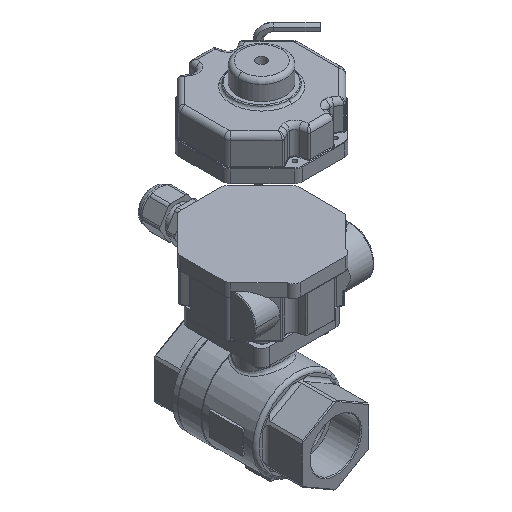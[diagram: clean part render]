
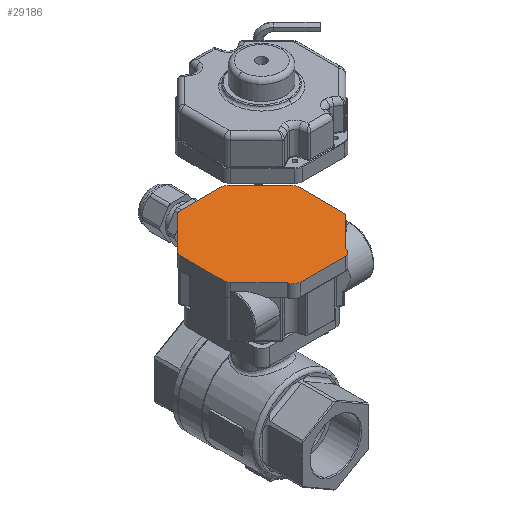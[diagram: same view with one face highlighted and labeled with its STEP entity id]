
A CAD part, isometric view. The second image highlights one B-rep face of the part: STEP entity #29186.
In plain terms, the highlighted face is planar.
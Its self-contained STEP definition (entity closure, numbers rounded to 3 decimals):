
#1070=PLANE('',#31694);
#2556=CIRCLE('',#31695,4.);
#2557=CIRCLE('',#31696,4.);
#2558=CIRCLE('',#31697,4.);
#2559=CIRCLE('',#31698,4.);
#2560=CIRCLE('',#31699,4.);
#2561=CIRCLE('',#31700,4.);
#2562=CIRCLE('',#31701,4.);
#2563=CIRCLE('',#31702,4.);
#7523=ORIENTED_EDGE('',*,*,#14062,.F.);
#7524=ORIENTED_EDGE('',*,*,#14063,.F.);
#7525=ORIENTED_EDGE('',*,*,#14064,.F.);
#7526=ORIENTED_EDGE('',*,*,#14065,.F.);
#7527=ORIENTED_EDGE('',*,*,#14066,.F.);
#7528=ORIENTED_EDGE('',*,*,#14067,.F.);
#7529=ORIENTED_EDGE('',*,*,#14068,.F.);
#7530=ORIENTED_EDGE('',*,*,#14069,.F.);
#7531=ORIENTED_EDGE('',*,*,#14070,.F.);
#7532=ORIENTED_EDGE('',*,*,#14071,.F.);
#7533=ORIENTED_EDGE('',*,*,#14072,.F.);
#7534=ORIENTED_EDGE('',*,*,#14073,.F.);
#7535=ORIENTED_EDGE('',*,*,#14074,.F.);
#7536=ORIENTED_EDGE('',*,*,#14075,.F.);
#7537=ORIENTED_EDGE('',*,*,#14076,.F.);
#7538=ORIENTED_EDGE('',*,*,#14077,.F.);
#14062=EDGE_CURVE('',#17615,#17616,#20018,.T.);
#14063=EDGE_CURVE('',#17617,#17615,#2556,.T.);
#14064=EDGE_CURVE('',#17618,#17617,#20019,.T.);
#14065=EDGE_CURVE('',#17619,#17618,#2557,.T.);
#14066=EDGE_CURVE('',#17620,#17619,#20020,.T.);
#14067=EDGE_CURVE('',#17621,#17620,#2558,.T.);
#14068=EDGE_CURVE('',#17622,#17621,#20021,.T.);
#14069=EDGE_CURVE('',#17623,#17622,#2559,.T.);
#14070=EDGE_CURVE('',#17624,#17623,#20022,.T.);
#14071=EDGE_CURVE('',#17625,#17624,#2560,.T.);
#14072=EDGE_CURVE('',#17626,#17625,#20023,.T.);
#14073=EDGE_CURVE('',#17627,#17626,#2561,.T.);
#14074=EDGE_CURVE('',#17628,#17627,#20024,.T.);
#14075=EDGE_CURVE('',#17629,#17628,#2562,.T.);
#14076=EDGE_CURVE('',#17630,#17629,#20025,.T.);
#14077=EDGE_CURVE('',#17616,#17630,#2563,.T.);
#17615=VERTEX_POINT('',#50348);
#17616=VERTEX_POINT('',#50349);
#17617=VERTEX_POINT('',#50351);
#17618=VERTEX_POINT('',#50353);
#17619=VERTEX_POINT('',#50355);
#17620=VERTEX_POINT('',#50357);
#17621=VERTEX_POINT('',#50359);
#17622=VERTEX_POINT('',#50361);
#17623=VERTEX_POINT('',#50363);
#17624=VERTEX_POINT('',#50365);
#17625=VERTEX_POINT('',#50367);
#17626=VERTEX_POINT('',#50369);
#17627=VERTEX_POINT('',#50371);
#17628=VERTEX_POINT('',#50373);
#17629=VERTEX_POINT('',#50375);
#17630=VERTEX_POINT('',#50377);
#20018=LINE('',#50347,#21908);
#20019=LINE('',#50352,#21909);
#20020=LINE('',#50356,#21910);
#20021=LINE('',#50360,#21911);
#20022=LINE('',#50364,#21912);
#20023=LINE('',#50368,#21913);
#20024=LINE('',#50372,#21914);
#20025=LINE('',#50376,#21915);
#21908=VECTOR('',#37576,1000.);
#21909=VECTOR('',#37579,1000.);
#21910=VECTOR('',#37582,1000.);
#21911=VECTOR('',#37585,1000.);
#21912=VECTOR('',#37588,1000.);
#21913=VECTOR('',#37591,1000.);
#21914=VECTOR('',#37594,1000.);
#21915=VECTOR('',#37597,1000.);
#23667=EDGE_LOOP('',(#7523,#7524,#7525,#7526,#7527,#7528,#7529,#7530,#7531,
#7532,#7533,#7534,#7535,#7536,#7537,#7538));
#25593=FACE_BOUND('',#23667,.T.);
#29186=ADVANCED_FACE('',(#25593),#1070,.F.);
#31694=AXIS2_PLACEMENT_3D('',#50346,#37574,#37575);
#31695=AXIS2_PLACEMENT_3D('',#50350,#37577,#37578);
#31696=AXIS2_PLACEMENT_3D('',#50354,#37580,#37581);
#31697=AXIS2_PLACEMENT_3D('',#50358,#37583,#37584);
#31698=AXIS2_PLACEMENT_3D('',#50362,#37586,#37587);
#31699=AXIS2_PLACEMENT_3D('',#50366,#37589,#37590);
#31700=AXIS2_PLACEMENT_3D('',#50370,#37592,#37593);
#31701=AXIS2_PLACEMENT_3D('',#50374,#37595,#37596);
#31702=AXIS2_PLACEMENT_3D('',#50378,#37598,#37599);
#37574=DIRECTION('',(0.,-1.,0.));
#37575=DIRECTION('',(0.,0.,-1.));
#37576=DIRECTION('',(1.,0.,0.));
#37577=DIRECTION('',(0.,-1.,0.));
#37578=DIRECTION('',(0.,0.,1.));
#37579=DIRECTION('',(0.707,0.,-0.707));
#37580=DIRECTION('',(0.,-1.,0.));
#37581=DIRECTION('',(0.,0.,1.));
#37582=DIRECTION('',(0.,0.,-1.));
#37583=DIRECTION('',(0.,-1.,0.));
#37584=DIRECTION('',(0.,0.,1.));
#37585=DIRECTION('',(-0.707,0.,-0.707));
#37586=DIRECTION('',(0.,-1.,0.));
#37587=DIRECTION('',(0.,0.,1.));
#37588=DIRECTION('',(-1.,0.,0.));
#37589=DIRECTION('',(0.,-1.,0.));
#37590=DIRECTION('',(0.,0.,1.));
#37591=DIRECTION('',(-0.707,0.,0.707));
#37592=DIRECTION('',(0.,-1.,0.));
#37593=DIRECTION('',(0.,0.,1.));
#37594=DIRECTION('',(0.,0.,1.));
#37595=DIRECTION('',(0.,-1.,0.));
#37596=DIRECTION('',(0.,0.,1.));
#37597=DIRECTION('',(0.707,0.,0.707));
#37598=DIRECTION('',(0.,-1.,0.));
#37599=DIRECTION('',(0.,0.,1.));
#50346=CARTESIAN_POINT('',(13.67,0.,-33.));
#50347=CARTESIAN_POINT('',(13.67,0.,-37.));
#50348=CARTESIAN_POINT('',(-13.67,0.,-37.));
#50349=CARTESIAN_POINT('',(13.67,0.,-37.));
#50350=CARTESIAN_POINT('',(-13.67,0.,-33.));
#50351=CARTESIAN_POINT('',(-17.662,0.,-33.249));
#50352=CARTESIAN_POINT('',(-34.828,0.,-16.083));
#50353=CARTESIAN_POINT('',(-34.828,0.,-16.083));
#50354=CARTESIAN_POINT('',(-32.,0.,-13.255));
#50355=CARTESIAN_POINT('',(-36.,0.,-13.255));
#50356=CARTESIAN_POINT('',(-36.,0.,-33.));
#50357=CARTESIAN_POINT('',(-36.,0.,13.255));
#50358=CARTESIAN_POINT('',(-32.,0.,13.255));
#50359=CARTESIAN_POINT('',(-34.828,0.,16.083));
#50360=CARTESIAN_POINT('',(-15.083,0.,35.828));
#50361=CARTESIAN_POINT('',(-15.083,0.,35.828));
#50362=CARTESIAN_POINT('',(-12.255,0.,33.));
#50363=CARTESIAN_POINT('',(-12.255,0.,37.));
#50364=CARTESIAN_POINT('',(13.67,0.,37.));
#50365=CARTESIAN_POINT('',(12.255,0.,37.));
#50366=CARTESIAN_POINT('',(12.255,0.,33.));
#50367=CARTESIAN_POINT('',(15.083,0.,35.828));
#50368=CARTESIAN_POINT('',(34.828,0.,16.083));
#50369=CARTESIAN_POINT('',(34.828,0.,16.083));
#50370=CARTESIAN_POINT('',(32.,0.,13.255));
#50371=CARTESIAN_POINT('',(36.,0.,13.255));
#50372=CARTESIAN_POINT('',(36.,0.,-33.));
#50373=CARTESIAN_POINT('',(36.,0.,-13.255));
#50374=CARTESIAN_POINT('',(32.,0.,-13.255));
#50375=CARTESIAN_POINT('',(34.828,0.,-16.083));
#50376=CARTESIAN_POINT('',(17.662,0.,-33.249));
#50377=CARTESIAN_POINT('',(17.662,0.,-33.249));
#50378=CARTESIAN_POINT('',(13.67,0.,-33.));
